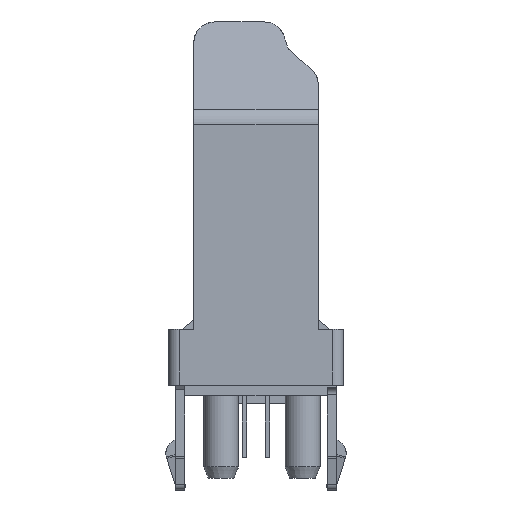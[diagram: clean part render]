
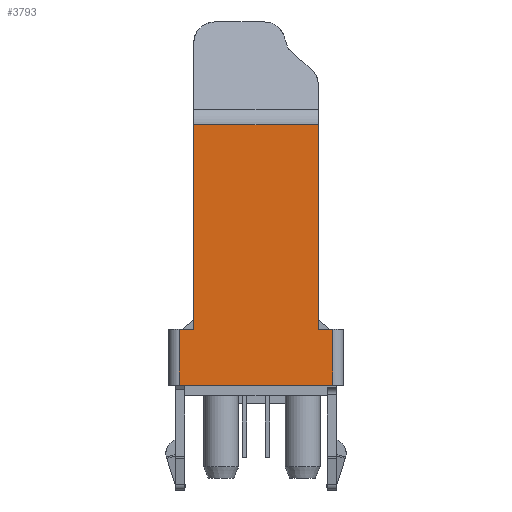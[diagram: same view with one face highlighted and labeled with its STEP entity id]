
A CAD part, front view. The second image highlights one B-rep face of the part: STEP entity #3793.
In plain terms, the highlighted planar face has unit normal (0, -1, 0).
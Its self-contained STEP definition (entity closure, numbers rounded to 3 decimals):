
#1463 = VERTEX_POINT('',#1464);
#1464 = CARTESIAN_POINT('',(-2.8,-12.75,0.8));
#1471 = EDGE_CURVE('',#1472,#1463,#1474,.T.);
#1472 = VERTEX_POINT('',#1473);
#1473 = CARTESIAN_POINT('',(3.8,-12.75,0.8));
#1474 = LINE('',#1475,#1476);
#1475 = CARTESIAN_POINT('',(3.8,-12.75,0.8));
#1476 = VECTOR('',#1477,1.);
#1477 = DIRECTION('',(-1.,0.,0.));
#3434 = EDGE_CURVE('',#3435,#1463,#3437,.T.);
#3435 = VERTEX_POINT('',#3436);
#3436 = CARTESIAN_POINT('',(-2.8,-12.75,3.2));
#3437 = LINE('',#3438,#3439);
#3438 = CARTESIAN_POINT('',(-2.8,-12.75,3.2));
#3439 = VECTOR('',#3440,1.);
#3440 = DIRECTION('',(-0.,0.,-1.));
#3793 = ADVANCED_FACE('',(#3794),#3861,.T.);
#3794 = FACE_BOUND('',#3795,.T.);
#3795 = EDGE_LOOP('',(#3796,#3806,#3814,#3820,#3821,#3822,#3830,#3838,
    #3846,#3855));
#3796 = ORIENTED_EDGE('',*,*,#3797,.F.);
#3797 = EDGE_CURVE('',#3798,#3800,#3802,.T.);
#3798 = VERTEX_POINT('',#3799);
#3799 = CARTESIAN_POINT('',(-2.175,-12.75,11.99));
#3800 = VERTEX_POINT('',#3801);
#3801 = CARTESIAN_POINT('',(3.175,-12.75,11.99));
#3802 = LINE('',#3803,#3804);
#3803 = CARTESIAN_POINT('',(-2.175,-12.75,11.99));
#3804 = VECTOR('',#3805,1.);
#3805 = DIRECTION('',(1.,0.,0.));
#3806 = ORIENTED_EDGE('',*,*,#3807,.T.);
#3807 = EDGE_CURVE('',#3798,#3808,#3810,.T.);
#3808 = VERTEX_POINT('',#3809);
#3809 = CARTESIAN_POINT('',(-2.175,-12.75,3.2));
#3810 = LINE('',#3811,#3812);
#3811 = CARTESIAN_POINT('',(-2.175,-12.75,4.2));
#3812 = VECTOR('',#3813,1.);
#3813 = DIRECTION('',(0.,0.,-1.));
#3814 = ORIENTED_EDGE('',*,*,#3815,.T.);
#3815 = EDGE_CURVE('',#3808,#3435,#3816,.T.);
#3816 = LINE('',#3817,#3818);
#3817 = CARTESIAN_POINT('',(3.8,-12.75,3.2));
#3818 = VECTOR('',#3819,1.);
#3819 = DIRECTION('',(-1.,0.,0.));
#3820 = ORIENTED_EDGE('',*,*,#3434,.T.);
#3821 = ORIENTED_EDGE('',*,*,#1471,.F.);
#3822 = ORIENTED_EDGE('',*,*,#3823,.F.);
#3823 = EDGE_CURVE('',#3824,#1472,#3826,.T.);
#3824 = VERTEX_POINT('',#3825);
#3825 = CARTESIAN_POINT('',(3.8,-12.75,3.2));
#3826 = LINE('',#3827,#3828);
#3827 = CARTESIAN_POINT('',(3.8,-12.75,3.2));
#3828 = VECTOR('',#3829,1.);
#3829 = DIRECTION('',(-0.,0.,-1.));
#3830 = ORIENTED_EDGE('',*,*,#3831,.T.);
#3831 = EDGE_CURVE('',#3824,#3832,#3834,.T.);
#3832 = VERTEX_POINT('',#3833);
#3833 = CARTESIAN_POINT('',(3.169,-12.75,3.2));
#3834 = LINE('',#3835,#3836);
#3835 = CARTESIAN_POINT('',(3.8,-12.75,3.2));
#3836 = VECTOR('',#3837,1.);
#3837 = DIRECTION('',(-1.,0.,0.));
#3838 = ORIENTED_EDGE('',*,*,#3839,.F.);
#3839 = EDGE_CURVE('',#3840,#3832,#3842,.T.);
#3840 = VERTEX_POINT('',#3841);
#3841 = CARTESIAN_POINT('',(3.169,-12.75,4.2));
#3842 = LINE('',#3843,#3844);
#3843 = CARTESIAN_POINT('',(3.169,-12.75,4.2));
#3844 = VECTOR('',#3845,1.);
#3845 = DIRECTION('',(0.,0.,-1.));
#3846 = ORIENTED_EDGE('',*,*,#3847,.F.);
#3847 = EDGE_CURVE('',#3848,#3840,#3850,.T.);
#3848 = VERTEX_POINT('',#3849);
#3849 = CARTESIAN_POINT('',(3.175,-12.75,4.301));
#3850 = CIRCLE('',#3851,0.9);
#3851 = AXIS2_PLACEMENT_3D('',#3852,#3853,#3854);
#3852 = CARTESIAN_POINT('',(2.275,-12.75,4.301));
#3853 = DIRECTION('',(0.,1.,0.));
#3854 = DIRECTION('',(-1.,0.,0.));
#3855 = ORIENTED_EDGE('',*,*,#3856,.F.);
#3856 = EDGE_CURVE('',#3800,#3848,#3857,.T.);
#3857 = LINE('',#3858,#3859);
#3858 = CARTESIAN_POINT('',(3.175,-12.75,13.699));
#3859 = VECTOR('',#3860,1.);
#3860 = DIRECTION('',(0.,0.,-1.));
#3861 = PLANE('',#3862);
#3862 = AXIS2_PLACEMENT_3D('',#3863,#3864,#3865);
#3863 = CARTESIAN_POINT('',(0.5,-12.75,6.086));
#3864 = DIRECTION('',(0.,-1.,0.));
#3865 = DIRECTION('',(0.,0.,-1.));
